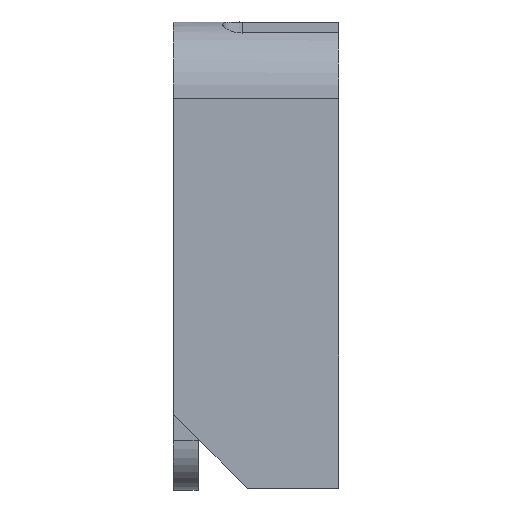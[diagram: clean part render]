
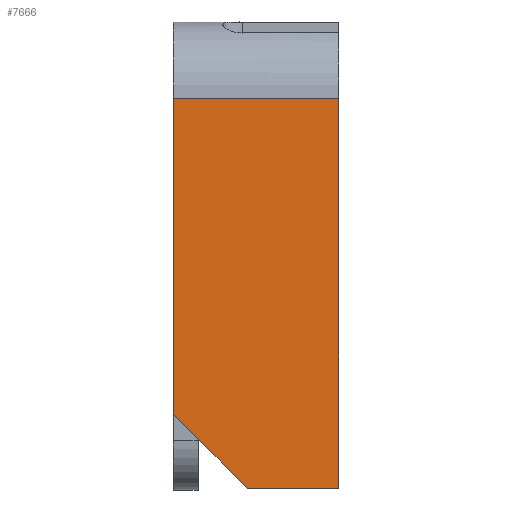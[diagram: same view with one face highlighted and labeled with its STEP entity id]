
A CAD part, front view. The second image highlights one B-rep face of the part: STEP entity #7666.
In plain terms, the highlighted planar face has unit normal (0, -1, 0).
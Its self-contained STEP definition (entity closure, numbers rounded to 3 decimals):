
#835 = PLANE('',#836);
#836 = AXIS2_PLACEMENT_3D('',#837,#838,#839);
#837 = CARTESIAN_POINT('',(30.601,79.879,24.2));
#838 = DIRECTION('',(-1.,0.,0.));
#839 = DIRECTION('',(0.,0.,1.));
#3090 = CYLINDRICAL_SURFACE('',#3091,6.2);
#3091 = AXIS2_PLACEMENT_3D('',#3092,#3093,#3094);
#3092 = CARTESIAN_POINT('',(42.601,47.679,24.2));
#3093 = DIRECTION('',(-1.,0.,0.));
#3094 = DIRECTION('',(0.,1.,0.));
#3884 = VERTEX_POINT('',#3885);
#3885 = CARTESIAN_POINT('',(30.601,41.479,
    -1.464));
#3899 = PLANE('',#3900);
#3900 = AXIS2_PLACEMENT_3D('',#3901,#3902,#3903);
#3901 = CARTESIAN_POINT('',(36.601,43.479,
    -7.464));
#3902 = DIRECTION('',(-0.707,0.,-0.707
    ));
#3903 = DIRECTION('',(0.,1.,0.));
#3911 = EDGE_CURVE('',#3912,#3884,#3914,.T.);
#3912 = VERTEX_POINT('',#3913);
#3913 = CARTESIAN_POINT('',(30.601,41.479,24.2));
#3914 = SURFACE_CURVE('',#3915,(#3919,#3926),.PCURVE_S1.);
#3915 = LINE('',#3916,#3917);
#3916 = CARTESIAN_POINT('',(30.601,41.479,24.2));
#3917 = VECTOR('',#3918,1.);
#3918 = DIRECTION('',(0.,0.,-1.));
#3919 = PCURVE('',#835,#3920);
#3920 = DEFINITIONAL_REPRESENTATION('',(#3921),#3925);
#3921 = LINE('',#3922,#3923);
#3922 = CARTESIAN_POINT('',(0.,-38.4));
#3923 = VECTOR('',#3924,1.);
#3924 = DIRECTION('',(-1.,0.));
#3925 = ( GEOMETRIC_REPRESENTATION_CONTEXT(2) 
PARAMETRIC_REPRESENTATION_CONTEXT() REPRESENTATION_CONTEXT('2D SPACE',''
  ) );
#3926 = PCURVE('',#3927,#3932);
#3927 = PLANE('',#3928);
#3928 = AXIS2_PLACEMENT_3D('',#3929,#3930,#3931);
#3929 = CARTESIAN_POINT('',(42.601,41.479,24.2));
#3930 = DIRECTION('',(0.,-1.,0.));
#3931 = DIRECTION('',(-1.,0.,0.));
#3932 = DEFINITIONAL_REPRESENTATION('',(#3933),#3937);
#3933 = LINE('',#3934,#3935);
#3934 = CARTESIAN_POINT('',(12.,0.));
#3935 = VECTOR('',#3936,1.);
#3936 = DIRECTION('',(0.,1.));
#3937 = ( GEOMETRIC_REPRESENTATION_CONTEXT(2) 
PARAMETRIC_REPRESENTATION_CONTEXT() REPRESENTATION_CONTEXT('2D SPACE',''
  ) );
#6040 = PLANE('',#6041);
#6041 = AXIS2_PLACEMENT_3D('',#6042,#6043,#6044);
#6042 = CARTESIAN_POINT('',(44.001,47.679,24.2));
#6043 = DIRECTION('',(-1.,0.,0.));
#6044 = DIRECTION('',(0.,0.,1.));
#6184 = PLANE('',#6185);
#6185 = AXIS2_PLACEMENT_3D('',#6186,#6187,#6188);
#6186 = CARTESIAN_POINT('',(42.601,43.479,
    -7.464));
#6187 = DIRECTION('',(0.,0.,1.));
#6188 = DIRECTION('',(1.,0.,0.));
#7666 = ADVANCED_FACE('',(#7667),#3927,.T.);
#7667 = FACE_BOUND('',#7668,.T.);
#7668 = EDGE_LOOP('',(#7669,#7694,#7717,#7738,#7739));
#7669 = ORIENTED_EDGE('',*,*,#7670,.F.);
#7670 = EDGE_CURVE('',#7671,#7673,#7675,.T.);
#7671 = VERTEX_POINT('',#7672);
#7672 = CARTESIAN_POINT('',(44.001,41.479,
    -7.464));
#7673 = VERTEX_POINT('',#7674);
#7674 = CARTESIAN_POINT('',(36.601,41.479,
    -7.464));
#7675 = SURFACE_CURVE('',#7676,(#7680,#7687),.PCURVE_S1.);
#7676 = LINE('',#7677,#7678);
#7677 = CARTESIAN_POINT('',(42.601,41.479,
    -7.464));
#7678 = VECTOR('',#7679,1.);
#7679 = DIRECTION('',(-1.,0.,0.));
#7680 = PCURVE('',#3927,#7681);
#7681 = DEFINITIONAL_REPRESENTATION('',(#7682),#7686);
#7682 = LINE('',#7683,#7684);
#7683 = CARTESIAN_POINT('',(0.,31.664));
#7684 = VECTOR('',#7685,1.);
#7685 = DIRECTION('',(1.,0.));
#7686 = ( GEOMETRIC_REPRESENTATION_CONTEXT(2) 
PARAMETRIC_REPRESENTATION_CONTEXT() REPRESENTATION_CONTEXT('2D SPACE',''
  ) );
#7687 = PCURVE('',#6184,#7688);
#7688 = DEFINITIONAL_REPRESENTATION('',(#7689),#7693);
#7689 = LINE('',#7690,#7691);
#7690 = CARTESIAN_POINT('',(0.,-2.));
#7691 = VECTOR('',#7692,1.);
#7692 = DIRECTION('',(-1.,0.));
#7693 = ( GEOMETRIC_REPRESENTATION_CONTEXT(2) 
PARAMETRIC_REPRESENTATION_CONTEXT() REPRESENTATION_CONTEXT('2D SPACE',''
  ) );
#7694 = ORIENTED_EDGE('',*,*,#7695,.F.);
#7695 = EDGE_CURVE('',#7696,#7671,#7698,.T.);
#7696 = VERTEX_POINT('',#7697);
#7697 = CARTESIAN_POINT('',(44.001,41.479,24.2));
#7698 = SURFACE_CURVE('',#7699,(#7703,#7710),.PCURVE_S1.);
#7699 = LINE('',#7700,#7701);
#7700 = CARTESIAN_POINT('',(44.001,41.479,24.2));
#7701 = VECTOR('',#7702,1.);
#7702 = DIRECTION('',(0.,0.,-1.));
#7703 = PCURVE('',#3927,#7704);
#7704 = DEFINITIONAL_REPRESENTATION('',(#7705),#7709);
#7705 = LINE('',#7706,#7707);
#7706 = CARTESIAN_POINT('',(-1.4,0.));
#7707 = VECTOR('',#7708,1.);
#7708 = DIRECTION('',(0.,1.));
#7709 = ( GEOMETRIC_REPRESENTATION_CONTEXT(2) 
PARAMETRIC_REPRESENTATION_CONTEXT() REPRESENTATION_CONTEXT('2D SPACE',''
  ) );
#7710 = PCURVE('',#6040,#7711);
#7711 = DEFINITIONAL_REPRESENTATION('',(#7712),#7716);
#7712 = LINE('',#7713,#7714);
#7713 = CARTESIAN_POINT('',(0.,-6.2));
#7714 = VECTOR('',#7715,1.);
#7715 = DIRECTION('',(-1.,0.));
#7716 = ( GEOMETRIC_REPRESENTATION_CONTEXT(2) 
PARAMETRIC_REPRESENTATION_CONTEXT() REPRESENTATION_CONTEXT('2D SPACE',''
  ) );
#7717 = ORIENTED_EDGE('',*,*,#7718,.T.);
#7718 = EDGE_CURVE('',#7696,#3912,#7719,.T.);
#7719 = SURFACE_CURVE('',#7720,(#7724,#7731),.PCURVE_S1.);
#7720 = LINE('',#7721,#7722);
#7721 = CARTESIAN_POINT('',(42.601,41.479,24.2));
#7722 = VECTOR('',#7723,1.);
#7723 = DIRECTION('',(-1.,0.,0.));
#7724 = PCURVE('',#3927,#7725);
#7725 = DEFINITIONAL_REPRESENTATION('',(#7726),#7730);
#7726 = LINE('',#7727,#7728);
#7727 = CARTESIAN_POINT('',(0.,-0.));
#7728 = VECTOR('',#7729,1.);
#7729 = DIRECTION('',(1.,0.));
#7730 = ( GEOMETRIC_REPRESENTATION_CONTEXT(2) 
PARAMETRIC_REPRESENTATION_CONTEXT() REPRESENTATION_CONTEXT('2D SPACE',''
  ) );
#7731 = PCURVE('',#3090,#7732);
#7732 = DEFINITIONAL_REPRESENTATION('',(#7733),#7737);
#7733 = LINE('',#7734,#7735);
#7734 = CARTESIAN_POINT('',(3.142,0.));
#7735 = VECTOR('',#7736,1.);
#7736 = DIRECTION('',(0.,1.));
#7737 = ( GEOMETRIC_REPRESENTATION_CONTEXT(2) 
PARAMETRIC_REPRESENTATION_CONTEXT() REPRESENTATION_CONTEXT('2D SPACE',''
  ) );
#7738 = ORIENTED_EDGE('',*,*,#3911,.T.);
#7739 = ORIENTED_EDGE('',*,*,#7740,.F.);
#7740 = EDGE_CURVE('',#7673,#3884,#7741,.T.);
#7741 = SURFACE_CURVE('',#7742,(#7746,#7753),.PCURVE_S1.);
#7742 = LINE('',#7743,#7744);
#7743 = CARTESIAN_POINT('',(23.769,41.479,
    5.368));
#7744 = VECTOR('',#7745,1.);
#7745 = DIRECTION('',(-0.707,0.,0.707)
  );
#7746 = PCURVE('',#3927,#7747);
#7747 = DEFINITIONAL_REPRESENTATION('',(#7748),#7752);
#7748 = LINE('',#7749,#7750);
#7749 = CARTESIAN_POINT('',(18.832,18.832));
#7750 = VECTOR('',#7751,1.);
#7751 = DIRECTION('',(0.707,-0.707));
#7752 = ( GEOMETRIC_REPRESENTATION_CONTEXT(2) 
PARAMETRIC_REPRESENTATION_CONTEXT() REPRESENTATION_CONTEXT('2D SPACE',''
  ) );
#7753 = PCURVE('',#3899,#7754);
#7754 = DEFINITIONAL_REPRESENTATION('',(#7755),#7759);
#7755 = LINE('',#7756,#7757);
#7756 = CARTESIAN_POINT('',(-2.,-18.148));
#7757 = VECTOR('',#7758,1.);
#7758 = DIRECTION('',(0.,-1.));
#7759 = ( GEOMETRIC_REPRESENTATION_CONTEXT(2) 
PARAMETRIC_REPRESENTATION_CONTEXT() REPRESENTATION_CONTEXT('2D SPACE',''
  ) );
